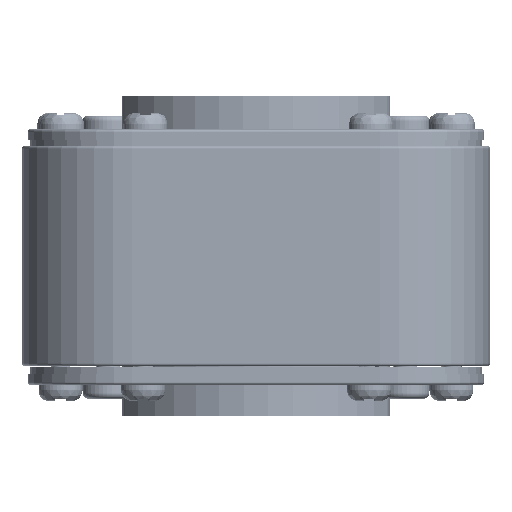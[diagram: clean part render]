
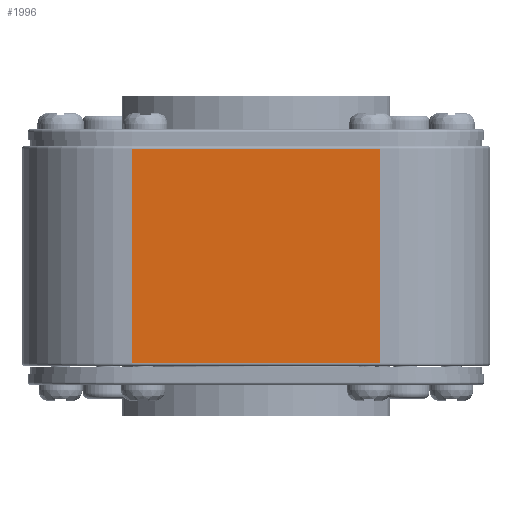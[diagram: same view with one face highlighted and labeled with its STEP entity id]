
A CAD part, front view. The second image highlights one B-rep face of the part: STEP entity #1996.
In plain terms, the highlighted planar face has unit normal (0, -1, 0).
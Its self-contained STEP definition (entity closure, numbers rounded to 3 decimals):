
#818=FACE_OUTER_BOUND('',#4367,.T.);
#1996=ADVANCED_FACE('',(#818),#2713,.T.);
#2713=PLANE('',#17782);
#4367=EDGE_LOOP('',(#9060,#9061,#9062,#9063));
#9060=ORIENTED_EDGE('',*,*,#13682,.T.);
#9061=ORIENTED_EDGE('',*,*,#13683,.T.);
#9062=ORIENTED_EDGE('',*,*,#13679,.F.);
#9063=ORIENTED_EDGE('',*,*,#13684,.T.);
#11590=VERTEX_POINT('',#96713);
#11591=VERTEX_POINT('',#96714);
#11592=VERTEX_POINT('',#96719);
#11593=VERTEX_POINT('',#96720);
#13679=EDGE_CURVE('',#11590,#11591,#15226,.T.);
#13682=EDGE_CURVE('',#11592,#11593,#15227,.T.);
#13683=EDGE_CURVE('',#11593,#11591,#15228,.T.);
#13684=EDGE_CURVE('',#11590,#11592,#15229,.T.);
#15226=LINE('',#96712,#16406);
#15227=LINE('',#96718,#16407);
#15228=LINE('',#96721,#16408);
#15229=LINE('',#96722,#16409);
#16406=VECTOR('',#21197,1.);
#16407=VECTOR('',#21204,1.);
#16408=VECTOR('',#21205,1.);
#16409=VECTOR('',#21206,1.);
#17782=AXIS2_PLACEMENT_3D('',#96723,#21207,#21208);
#21197=DIRECTION('',(0.,0.,1.));
#21204=DIRECTION('',(0.,0.,1.));
#21205=DIRECTION('',(-1.,0.,0.));
#21206=DIRECTION('',(1.,0.,0.));
#21207=DIRECTION('',(0.,-1.,0.));
#21208=DIRECTION('',(0.,0.,-1.));
#96712=CARTESIAN_POINT('',(-47.5,-17.613,0.2));
#96713=CARTESIAN_POINT('',(-47.5,-17.613,0.7));
#96714=CARTESIAN_POINT('',(-47.5,-17.613,39.7));
#96718=CARTESIAN_POINT('',(-2.5,-17.613,0.2));
#96719=CARTESIAN_POINT('',(-2.5,-17.613,0.7));
#96720=CARTESIAN_POINT('',(-2.5,-17.613,39.7));
#96721=CARTESIAN_POINT('',(-47.5,-17.613,39.7));
#96722=CARTESIAN_POINT('',(-2.5,-17.613,0.7));
#96723=CARTESIAN_POINT('',(-47.5,-17.613,0.2));
